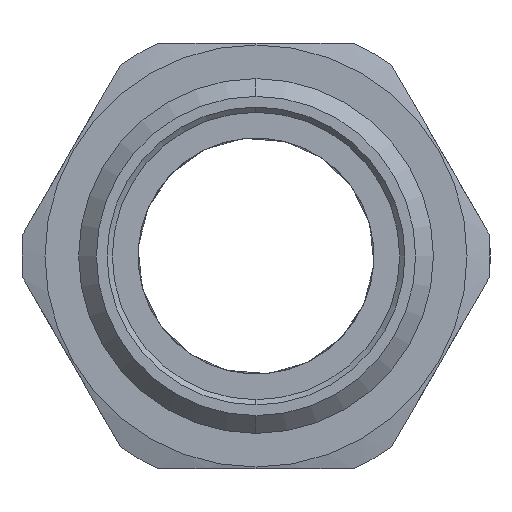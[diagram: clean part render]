
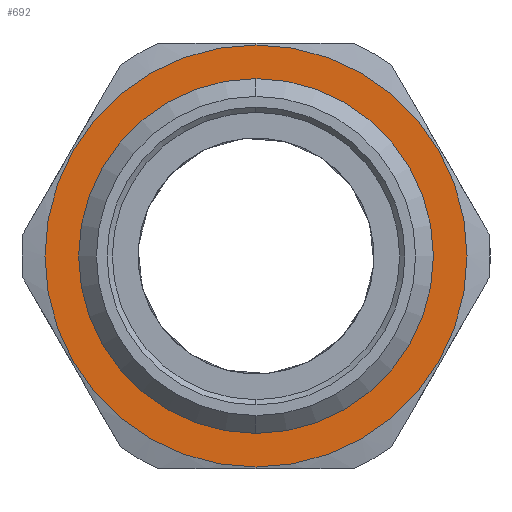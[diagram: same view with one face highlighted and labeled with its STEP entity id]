
A CAD part, left-side view. The second image highlights one B-rep face of the part: STEP entity #692.
In plain terms, the highlighted planar face has unit normal (-1, 0, 0).
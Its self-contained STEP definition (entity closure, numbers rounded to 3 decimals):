
#14 = AXIS2_PLACEMENT_3D ( 'NONE', #1069, #2900, #1335 ) ;
#271 = EDGE_LOOP ( 'NONE', ( #871, #2319 ) ) ;
#677 = CIRCLE ( 'NONE', #1124, 11.9 ) ;
#692 = ADVANCED_FACE ( 'NONE', ( #1341, #3329 ), #3014, .F. ) ;
#871 = ORIENTED_EDGE ( 'NONE', *, *, #1842, .F. ) ;
#879 = CARTESIAN_POINT ( 'NONE',  ( 10.3, 0., 0. ) ) ;
#887 = CARTESIAN_POINT ( 'NONE',  ( 10.3, 0., 0. ) ) ;
#934 = DIRECTION ( 'NONE',  ( 1., 0., 0. ) ) ;
#936 = ORIENTED_EDGE ( 'NONE', *, *, #2007, .F. ) ;
#957 = DIRECTION ( 'NONE',  ( -1., 0., 0. ) ) ;
#961 = EDGE_CURVE ( 'NONE', #1422, #2933, #677, .T. ) ;
#1054 = CARTESIAN_POINT ( 'NONE',  ( 10.3, 0., 10. ) ) ;
#1069 = CARTESIAN_POINT ( 'NONE',  ( 10.3, 0., 0. ) ) ;
#1124 = AXIS2_PLACEMENT_3D ( 'NONE', #879, #2703, #1151 ) ;
#1151 = DIRECTION ( 'NONE',  ( 0., 0., -1. ) ) ;
#1155 = DIRECTION ( 'NONE',  ( 0., 0., 1. ) ) ;
#1291 = AXIS2_PLACEMENT_3D ( 'NONE', #2524, #957, #2786 ) ;
#1335 = DIRECTION ( 'NONE',  ( 0., 0., -1. ) ) ;
#1341 = FACE_OUTER_BOUND ( 'NONE', #271, .T. ) ;
#1422 = VERTEX_POINT ( 'NONE', #2160 ) ;
#1495 = EDGE_LOOP ( 'NONE', ( #936, #1858 ) ) ;
#1568 = CARTESIAN_POINT ( 'NONE',  ( 10.3, 0., -10. ) ) ;
#1781 = VERTEX_POINT ( 'NONE', #1568 ) ;
#1842 = EDGE_CURVE ( 'NONE', #2933, #1422, #1986, .T. ) ;
#1858 = ORIENTED_EDGE ( 'NONE', *, *, #2427, .F. ) ;
#1964 = CARTESIAN_POINT ( 'NONE',  ( 10.3, 0., -13.7 ) ) ;
#1986 = CIRCLE ( 'NONE', #14, 11.9 ) ;
#2007 = EDGE_CURVE ( 'NONE', #1781, #2606, #2808, .T. ) ;
#2109 = AXIS2_PLACEMENT_3D ( 'NONE', #887, #2713, #1155 ) ;
#2160 = CARTESIAN_POINT ( 'NONE',  ( 10.3, 0., 11.9 ) ) ;
#2238 = AXIS2_PLACEMENT_3D ( 'NONE', #1964, #934, #2766 ) ;
#2319 = ORIENTED_EDGE ( 'NONE', *, *, #961, .F. ) ;
#2345 = CIRCLE ( 'NONE', #1291, 10. ) ;
#2427 = EDGE_CURVE ( 'NONE', #2606, #1781, #2345, .T. ) ;
#2524 = CARTESIAN_POINT ( 'NONE',  ( 10.3, 0., 0. ) ) ;
#2606 = VERTEX_POINT ( 'NONE', #1054 ) ;
#2703 = DIRECTION ( 'NONE',  ( 1., 0., 0. ) ) ;
#2713 = DIRECTION ( 'NONE',  ( -1., 0., 0. ) ) ;
#2766 = DIRECTION ( 'NONE',  ( 0., 0., -1. ) ) ;
#2786 = DIRECTION ( 'NONE',  ( 0., 0., 1. ) ) ;
#2808 = CIRCLE ( 'NONE', #2109, 10. ) ;
#2900 = DIRECTION ( 'NONE',  ( 1., 0., 0. ) ) ;
#2933 = VERTEX_POINT ( 'NONE', #3088 ) ;
#3014 = PLANE ( 'NONE',  #2238 ) ;
#3088 = CARTESIAN_POINT ( 'NONE',  ( 10.3, 0., -11.9 ) ) ;
#3329 = FACE_BOUND ( 'NONE', #1495, .T. ) ;
